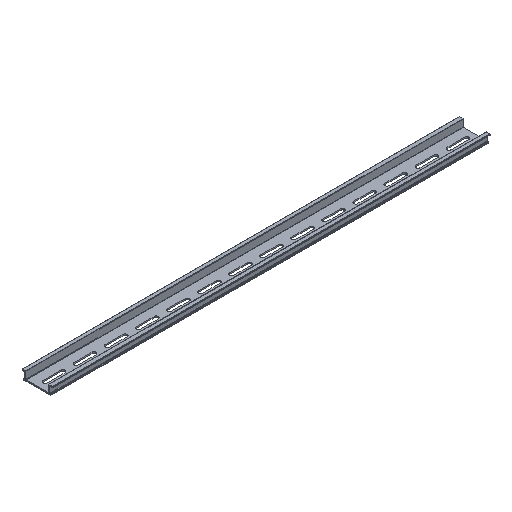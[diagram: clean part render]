
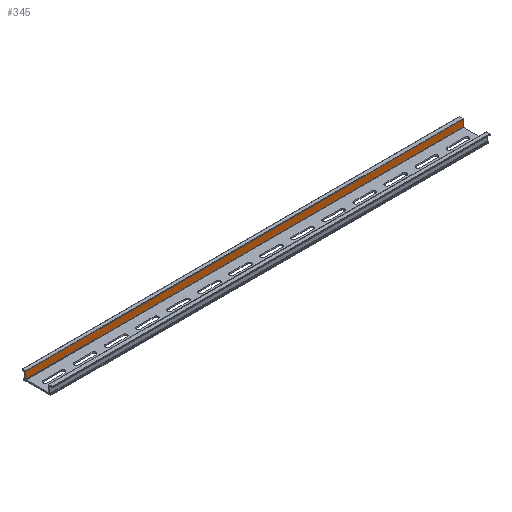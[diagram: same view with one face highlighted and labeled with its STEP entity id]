
A CAD part, isometric view. The second image highlights one B-rep face of the part: STEP entity #345.
In plain terms, the highlighted planar face has unit normal (0, -1, 0).
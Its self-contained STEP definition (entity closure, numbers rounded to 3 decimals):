
#49 = VECTOR ( 'NONE', #1440, 1000. ) ;
#92 = LINE ( 'NONE', #1783, #569 ) ;
#107 = CARTESIAN_POINT ( 'NONE',  ( -250., 13., -3.232 ) ) ;
#139 = VERTEX_POINT ( 'NONE', #1188 ) ;
#187 = CARTESIAN_POINT ( 'NONE',  ( -250., 13., 4.732 ) ) ;
#203 = DIRECTION ( 'NONE',  ( 0., 0., -1. ) ) ;
#345 = ADVANCED_FACE ( 'NONE', ( #679 ), #1649, .F. ) ;
#480 = CARTESIAN_POINT ( 'NONE',  ( 250., 13., 4.732 ) ) ;
#528 = VECTOR ( 'NONE', #997, 1000. ) ;
#539 = EDGE_CURVE ( 'NONE', #139, #1177, #2702, .T. ) ;
#569 = VECTOR ( 'NONE', #1051, 1000. ) ;
#679 = FACE_OUTER_BOUND ( 'NONE', #1094, .T. ) ;
#952 = CARTESIAN_POINT ( 'NONE',  ( -250., 13., 4.732 ) ) ;
#967 = DIRECTION ( 'NONE',  ( 0., 0., 1. ) ) ;
#997 = DIRECTION ( 'NONE',  ( 0., 0., -1. ) ) ;
#1051 = DIRECTION ( 'NONE',  ( -1., 0., 0. ) ) ;
#1094 = EDGE_LOOP ( 'NONE', ( #2793, #1782, #2043, #2050 ) ) ;
#1117 = VERTEX_POINT ( 'NONE', #107 ) ;
#1177 = VERTEX_POINT ( 'NONE', #2786 ) ;
#1188 = CARTESIAN_POINT ( 'NONE',  ( 250., 13., 4.732 ) ) ;
#1199 = EDGE_CURVE ( 'NONE', #1177, #1117, #92, .T. ) ;
#1262 = CARTESIAN_POINT ( 'NONE',  ( 250., 13., 4.732 ) ) ;
#1306 = EDGE_CURVE ( 'NONE', #2488, #1117, #2360, .T. ) ;
#1440 = DIRECTION ( 'NONE',  ( -1., 0., 0. ) ) ;
#1649 = PLANE ( 'NONE',  #2004 ) ;
#1667 = LINE ( 'NONE', #480, #49 ) ;
#1782 = ORIENTED_EDGE ( 'NONE', *, *, #1199, .F. ) ;
#1783 = CARTESIAN_POINT ( 'NONE',  ( 250., 13., -3.232 ) ) ;
#2004 = AXIS2_PLACEMENT_3D ( 'NONE', #2615, #2417, #967 ) ;
#2043 = ORIENTED_EDGE ( 'NONE', *, *, #539, .F. ) ;
#2050 = ORIENTED_EDGE ( 'NONE', *, *, #2107, .T. ) ;
#2107 = EDGE_CURVE ( 'NONE', #139, #2488, #1667, .T. ) ;
#2360 = LINE ( 'NONE', #187, #2904 ) ;
#2417 = DIRECTION ( 'NONE',  ( 0., 1., 0. ) ) ;
#2488 = VERTEX_POINT ( 'NONE', #952 ) ;
#2615 = CARTESIAN_POINT ( 'NONE',  ( 250., 13., 4.732 ) ) ;
#2702 = LINE ( 'NONE', #1262, #528 ) ;
#2786 = CARTESIAN_POINT ( 'NONE',  ( 250., 13., -3.232 ) ) ;
#2793 = ORIENTED_EDGE ( 'NONE', *, *, #1306, .T. ) ;
#2904 = VECTOR ( 'NONE', #203, 1000. ) ;
